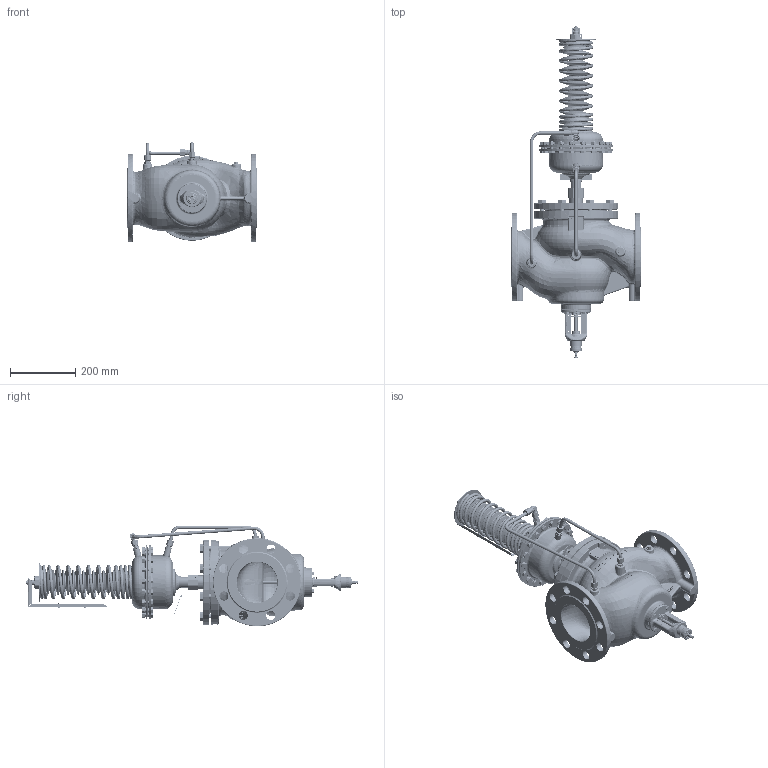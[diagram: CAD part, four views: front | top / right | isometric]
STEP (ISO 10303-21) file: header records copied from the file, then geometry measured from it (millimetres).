
FILE_DESCRIPTION((''),'2;1');
FILE_NAME('003G5573_AFQMP2_PN25_DN125_ASM','2022-04-04T09:57:39',('U369265'),(''),'CREO PARAMETRIC BY PTC INC, 2020342','CREO PARAMETRIC BY PTC INC, 2020342','');
FILE_SCHEMA(('CONFIG_CONTROL_DESIGN'));
Products named in the file (90): 88650590_VALVE_B_VFQM_DN125_PN2; 88650800_VALVE_C_VFG_DN125_PN25; 88654260_CV_P_HOUS_REW_DN125_1; 88654330_CV_P_HOUS_INSERT_DN125; 54513970_O_RING_28_24X2_62_1; 88654400_CV_P_H_REW_SUB_DN125_A_ASM; 88651350_SPINDLE_CV_DN125_1; 51340080_1; HEX_SCREW_DIN931_M16X50_1; 88651210_YOKE_BODY_DN125_250__1; 88652270_SETT_SCREW_DN125-250_2; 88652300_STUFFING_BOX_DN100_125; HEX_SCREW_DIN933_M06X18_1_1; 88652800_POINTER_VFQM_1_1; 88652730_FLOW_SCALE_DN125_1; 51817881_SCREW_SF_M3X5_1_1; 54540510_1_1; 188610240_1_1; WALTER_CONNECTION_1_1; WALTER_PROFILE_RING_1_1; WALTER_CONNECTION_NUT_1_1; 8863078_ASM_1_1_ASM; 88653240_VFQM_DN125_PN25_ASM_1_ASM; 88670090_HOUSING160_PN40_MINUS_; 88673400_TUBE_FI38X10X62_MINU_1; 88671680_PRESSURE_CONNEC-175294; WELD_PRESS_CON_6MM_1_1; WELD_160_6MM_INST_AF0_1; WELD_160_6MM_2_INST_AF0_1; 88671490_COVER160_PN40_MINUS_AS_ASM; 88670080_HOUSING160_PN40_PLUS_A; 88673410_TUBE_FI38X10X33_AF1_1; 88671680_PRESSURE_CONNEC-189077; WELD_PRESS_CON_6MM_AF1_1; WELD_160_6MM_INST_1; WELD_160_6MM_2_INST_1; 88671480_COVER160_PN40_PLUS_ASM_ASM; 88670600_CONNECTING_NUT_G1_1__1; 88671040_SETTING_SPINDLE_PA_1_1; 88670800_SETTING_NUT_IPA_1_1 ...
Assembly tree (186 placements, depth 6):
  003G5573_AFQMP2_PN25_DN125_ASM
    003G5573_AFQMP2_PN25_DN125_ASM__ASM
      88653240_VFQM_DN125_PN25_ASM_1_ASM
        88650590_VALVE_B_VFQM_DN125_PN2
        88650800_VALVE_C_VFG_DN125_PN25
        88654400_CV_P_H_REW_SUB_DN125_A_ASM
          88654260_CV_P_HOUS_REW_DN125_1
          88654330_CV_P_HOUS_INSERT_DN125
          54513970_O_RING_28_24X2_62_1
        88651350_SPINDLE_CV_DN125_1
        51340080_1  x8
        HEX_SCREW_DIN931_M16X50_1  x8
        88651210_YOKE_BODY_DN125_250__1
        88652270_SETT_SCREW_DN125-250_2
        88652300_STUFFING_BOX_DN100_125
        HEX_SCREW_DIN933_M06X18_1_1  x4
        88652800_POINTER_VFQM_1_1
        88652730_FLOW_SCALE_DN125_1
        51817881_SCREW_SF_M3X5_1_1  x2
        54540510_1_1  x3
        188610240_1_1
        8863078_ASM_1_1_ASM  x2
          WALTER_CONNECTION_1_1
          WALTER_PROFILE_RING_1_1
          WALTER_CONNECTION_NUT_1_1
      003G5622_AFP2_PN40_160CM2_BLUE__ASM
        88671490_COVER160_PN40_MINUS_AS_ASM
          88670090_HOUSING160_PN40_MINUS_
          88673400_TUBE_FI38X10X62_MINU_1
          88671680_PRESSURE_CONNEC-175294
          WELD_PRESS_CON_6MM_1_1
          WELD_160_6MM_INST_AF0_1
          WELD_160_6MM_2_INST_AF0_1
        88671480_COVER160_PN40_PLUS_ASM_ASM
          88670080_HOUSING160_PN40_PLUS_A
          88673410_TUBE_FI38X10X33_AF1_1
          88671680_PRESSURE_CONNEC-189077
          WELD_PRESS_CON_6MM_AF1_1
          WELD_160_6MM_INST_1
          WELD_160_6MM_2_INST_1
        88670600_CONNECTING_NUT_G1_1__1
        88671040_SETTING_SPINDLE_PA_1_1
        88670800_SETTING_NUT_IPA_1_1
        5521168_1_1_2_ASM
          5521168_1_1_2_1
          5521168_1_1_2_2
          5521168_1_1_2_3
          5521168_1_1_2_4
          5521168_1_1_2_5
          5521168_1_1_2_6
          5521168_1_1_2_7
          5521168_1_1_2_8
          5521168_1_1_2_9
          5521168_1_1_2_10
          5521168_1_1_2_11
          5521168_1_1_2_12
          5521168_1_1_2_13
          5521168_1_1_2_14
          5521168_1_1_2_15
          5521168_1_1_2_16
Bounding box: 400 x 1016.7 x 308.4 mm (x, y, z)
Volume: 9473927.7 mm3; surface area: 2185190.6 mm2
Topology: 180 solids, 180 shells, 7570 faces, 19442 edges, 12351 vertices
Faces by surface type: plane 3189, cylinder 1620, cone 1336, torus 690, bspline 519, sphere 98, extrusion 92, revolution 26
Entity records: 254305 total; most frequent: CARTESIAN_POINT 118332, ORIENTED_EDGE 29124, DIRECTION 26834, EDGE_CURVE 14562, AXIS2_PLACEMENT_3D 10166, VERTEX_POINT 9433, VECTOR 6476, LINE 6384
